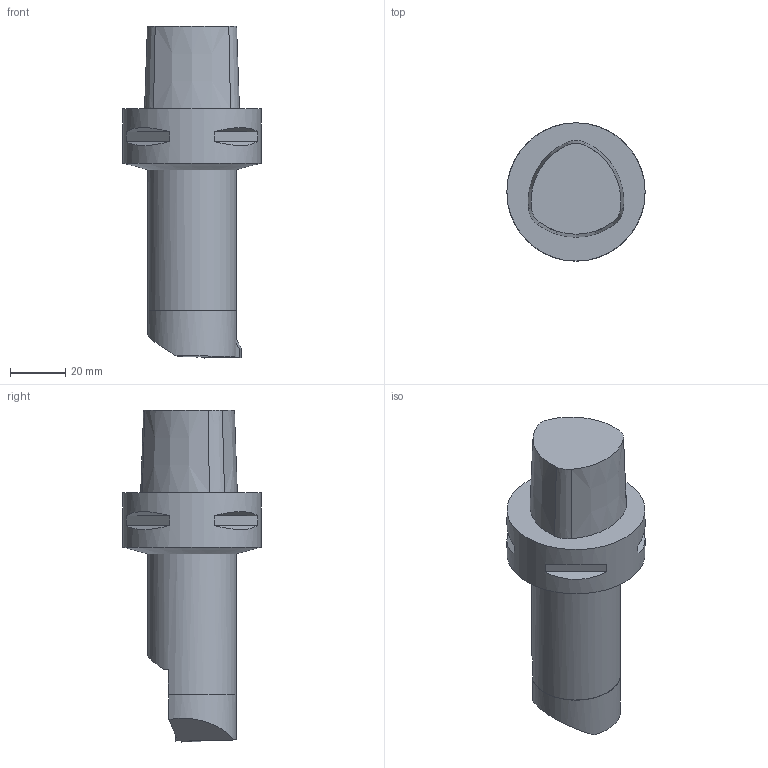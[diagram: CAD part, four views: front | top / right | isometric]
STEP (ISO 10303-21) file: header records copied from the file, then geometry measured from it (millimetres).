
FILE_DESCRIPTION(/* description */ (''),/* implementation_level */ '2;1');
FILE_NAME(/* name */ 'C5-CNL-20090-16HD.stp',/* time_stamp */ '2018-02-15T16:14:23+06:00',/* author */ (''),/* organization */ (''),/* preprocessor_version */ 'ST-DEVELOPER v16',/* originating_system */ 'SIEMENS PLM Software NX 11.0',/* authorisation */ '');
FILE_SCHEMA (('AUTOMOTIVE_DESIGN { 1 0 10303 214 3 1 1 1 }'));
Length unit declared in the file: millimetre
Products named in the file (1): inpu8A41inax
Bounding box: 50 x 50 x 120.07 mm (x, y, z)
Volume: 114440.8 mm3; surface area: 19090.6 mm2
Topology: 4 solids, 4 shells, 53 faces, 123 edges, 82 vertices
Faces by surface type: plane 39, cone 8, cylinder 6
Full cylindrical faces by diameter (mm): 2.99 x1, 32 x1, 50 x1
Entity records: 1554 total; most frequent: DIRECTION 274, CARTESIAN_POINT 252, ORIENTED_EDGE 232, EDGE_CURVE 116, AXIS2_PLACEMENT_3D 101, VERTEX_POINT 79, LINE 72, VECTOR 72
